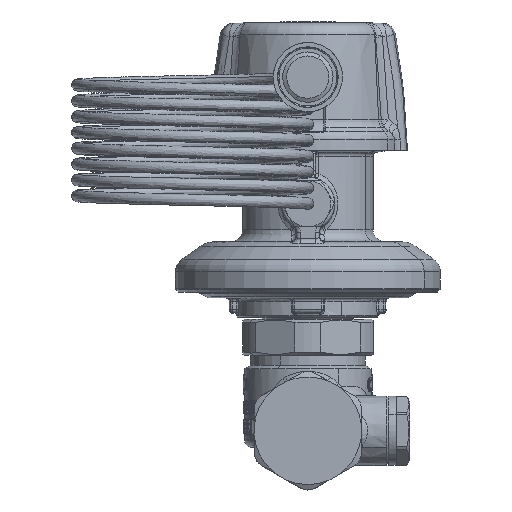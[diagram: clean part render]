
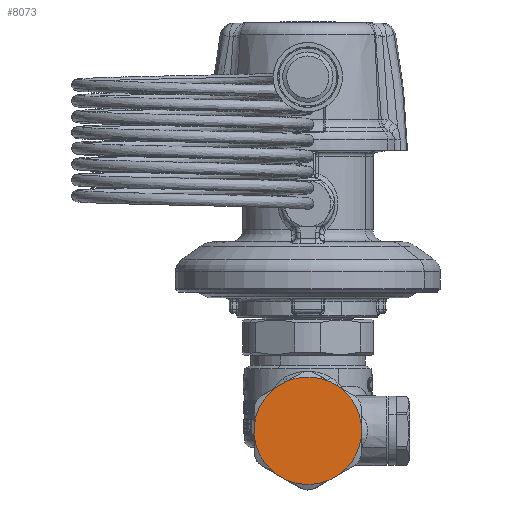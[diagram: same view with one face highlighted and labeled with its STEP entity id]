
A CAD part, front view. The second image highlights one B-rep face of the part: STEP entity #8073.
In plain terms, the highlighted planar face has unit normal (0, -1, 0).
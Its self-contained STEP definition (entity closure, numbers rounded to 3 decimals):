
#1467=CARTESIAN_POINT('Axis2P3D Location',(0.,-32.5,0.)) ;
#1471=CARTESIAN_POINT('Vertex',(-13.9,-32.5,-1.67)) ;
#1473=CARTESIAN_POINT('Vertex',(-8.397,-32.5,-11.203)) ;
#1540=CARTESIAN_POINT('Axis2P3D Location',(0.,-32.5,0.)) ;
#1544=CARTESIAN_POINT('Vertex',(-5.503,-32.5,-12.873)) ;
#1546=CARTESIAN_POINT('Vertex',(5.503,-32.5,-12.873)) ;
#7729=CARTESIAN_POINT('Axis2P3D Location',(0.,-32.5,0.)) ;
#7733=CARTESIAN_POINT('Vertex',(8.397,-32.5,-11.203)) ;
#7735=CARTESIAN_POINT('Vertex',(13.9,-32.5,-1.67)) ;
#7869=CARTESIAN_POINT('Axis2P3D Location',(0.,-32.5,0.)) ;
#7873=CARTESIAN_POINT('Vertex',(13.9,-32.5,1.67)) ;
#7875=CARTESIAN_POINT('Vertex',(8.397,-32.5,11.203)) ;
#7987=CARTESIAN_POINT('Axis2P3D Location',(0.,-32.5,0.)) ;
#7991=CARTESIAN_POINT('Vertex',(5.503,-32.5,12.873)) ;
#7993=CARTESIAN_POINT('Vertex',(-5.503,-32.5,12.873)) ;
#8015=CARTESIAN_POINT('Axis2P3D Location',(0.,-32.5,14.)) ;
#8020=CARTESIAN_POINT('Line Origine',(6.95,-32.5,12.038)) ;
#8025=CARTESIAN_POINT('Line Origine',(-6.95,-32.5,12.038)) ;
#8029=CARTESIAN_POINT('Vertex',(-8.397,-32.5,11.203)) ;
#8032=CARTESIAN_POINT('Axis2P3D Location',(0.,-32.5,0.)) ;
#8036=CARTESIAN_POINT('Vertex',(-13.9,-32.5,1.67)) ;
#8039=CARTESIAN_POINT('Line Origine',(-13.9,-32.5,0.)) ;
#8044=CARTESIAN_POINT('Line Origine',(-6.95,-32.5,-12.038)) ;
#8049=CARTESIAN_POINT('Line Origine',(6.95,-32.5,-12.038)) ;
#8054=CARTESIAN_POINT('Line Origine',(13.9,-32.5,0.)) ;
#8022=VECTOR('Line Direction',#8021,1.) ;
#8027=VECTOR('Line Direction',#8026,1.) ;
#8041=VECTOR('Line Direction',#8040,1.) ;
#8046=VECTOR('Line Direction',#8045,1.) ;
#8051=VECTOR('Line Direction',#8050,1.) ;
#8056=VECTOR('Line Direction',#8055,1.) ;
#1468=DIRECTION('Axis2P3D Direction',(0.,1.,-0.)) ;
#1541=DIRECTION('Axis2P3D Direction',(0.,1.,-0.)) ;
#7730=DIRECTION('Axis2P3D Direction',(0.,1.,-0.)) ;
#7870=DIRECTION('Axis2P3D Direction',(0.,1.,-0.)) ;
#7988=DIRECTION('Axis2P3D Direction',(0.,1.,-0.)) ;
#8016=DIRECTION('Axis2P3D Direction',(0.,-1.,0.)) ;
#8017=DIRECTION('Axis2P3D XDirection',(1.,0.,0.)) ;
#8021=DIRECTION('Vector Direction',(0.866,0.,-0.5)) ;
#8026=DIRECTION('Vector Direction',(-0.866,0.,-0.5)) ;
#8033=DIRECTION('Axis2P3D Direction',(0.,-1.,0.)) ;
#8040=DIRECTION('Vector Direction',(0.,0.,1.)) ;
#8045=DIRECTION('Vector Direction',(-0.866,0.,0.5)) ;
#8050=DIRECTION('Vector Direction',(0.866,0.,0.5)) ;
#8055=DIRECTION('Vector Direction',(0.,0.,-1.)) ;
#1469=AXIS2_PLACEMENT_3D('Circle Axis2P3D',#1467,#1468,$) ;
#1542=AXIS2_PLACEMENT_3D('Circle Axis2P3D',#1540,#1541,$) ;
#7731=AXIS2_PLACEMENT_3D('Circle Axis2P3D',#7729,#7730,$) ;
#7871=AXIS2_PLACEMENT_3D('Circle Axis2P3D',#7869,#7870,$) ;
#7989=AXIS2_PLACEMENT_3D('Circle Axis2P3D',#7987,#7988,$) ;
#8018=AXIS2_PLACEMENT_3D('Plane Axis2P3D',#8015,#8016,#8017) ;
#8034=AXIS2_PLACEMENT_3D('Circle Axis2P3D',#8032,#8033,$) ;
#8023=LINE('Line',#8020,#8022) ;
#8028=LINE('Line',#8025,#8027) ;
#8042=LINE('Line',#8039,#8041) ;
#8047=LINE('Line',#8044,#8046) ;
#8052=LINE('Line',#8049,#8051) ;
#8057=LINE('Line',#8054,#8056) ;
#1470=CIRCLE('generated circle',#1469,14.) ;
#1543=CIRCLE('generated circle',#1542,14.) ;
#7732=CIRCLE('generated circle',#7731,14.) ;
#7872=CIRCLE('generated circle',#7871,14.) ;
#7990=CIRCLE('generated circle',#7989,14.) ;
#8035=CIRCLE('generated circle',#8034,14.) ;
#8019=PLANE('',#8018) ;
#1475=EDGE_CURVE('',#1472,#1474,#1470,.F.) ;
#1548=EDGE_CURVE('',#1545,#1547,#1543,.F.) ;
#7737=EDGE_CURVE('',#7734,#7736,#7732,.F.) ;
#7877=EDGE_CURVE('',#7874,#7876,#7872,.F.) ;
#7995=EDGE_CURVE('',#7992,#7994,#7990,.F.) ;
#8024=EDGE_CURVE('',#7992,#7876,#8023,.T.) ;
#8031=EDGE_CURVE('',#7994,#8030,#8028,.T.) ;
#8038=EDGE_CURVE('',#8030,#8037,#8035,.T.) ;
#8043=EDGE_CURVE('',#1472,#8037,#8042,.T.) ;
#8048=EDGE_CURVE('',#1545,#1474,#8047,.T.) ;
#8053=EDGE_CURVE('',#1547,#7734,#8052,.T.) ;
#8058=EDGE_CURVE('',#7874,#7736,#8057,.T.) ;
#8060=ORIENTED_EDGE('',*,*,#7877,.T.) ;
#8061=ORIENTED_EDGE('',*,*,#8024,.F.) ;
#8062=ORIENTED_EDGE('',*,*,#7995,.T.) ;
#8063=ORIENTED_EDGE('',*,*,#8031,.T.) ;
#8064=ORIENTED_EDGE('',*,*,#8038,.T.) ;
#8065=ORIENTED_EDGE('',*,*,#8043,.F.) ;
#8066=ORIENTED_EDGE('',*,*,#1475,.T.) ;
#8067=ORIENTED_EDGE('',*,*,#8048,.F.) ;
#8068=ORIENTED_EDGE('',*,*,#1548,.T.) ;
#8069=ORIENTED_EDGE('',*,*,#8053,.T.) ;
#8070=ORIENTED_EDGE('',*,*,#7737,.T.) ;
#8071=ORIENTED_EDGE('',*,*,#8058,.F.) ;
#8059=EDGE_LOOP('',(#8060,#8061,#8062,#8063,#8064,#8065,#8066,#8067,#8068,#8069,#8070,#8071)) ;
#1472=VERTEX_POINT('',#1471) ;
#1474=VERTEX_POINT('',#1473) ;
#1545=VERTEX_POINT('',#1544) ;
#1547=VERTEX_POINT('',#1546) ;
#7734=VERTEX_POINT('',#7733) ;
#7736=VERTEX_POINT('',#7735) ;
#7874=VERTEX_POINT('',#7873) ;
#7876=VERTEX_POINT('',#7875) ;
#7992=VERTEX_POINT('',#7991) ;
#7994=VERTEX_POINT('',#7993) ;
#8030=VERTEX_POINT('',#8029) ;
#8037=VERTEX_POINT('',#8036) ;
#8073=ADVANCED_FACE('PartBody',(#8072),#8019,.T.) ;
#8072=FACE_OUTER_BOUND('',#8059,.T.) ;
